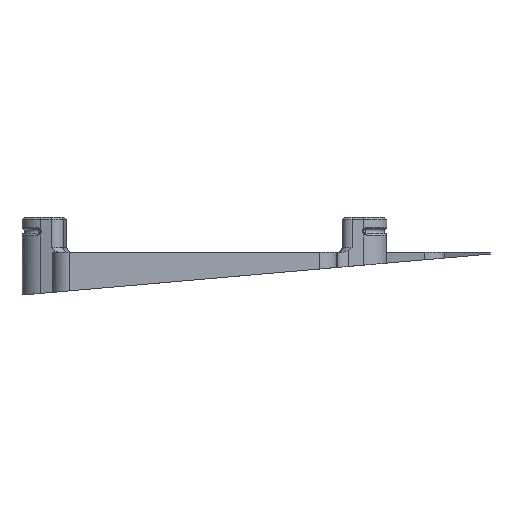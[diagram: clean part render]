
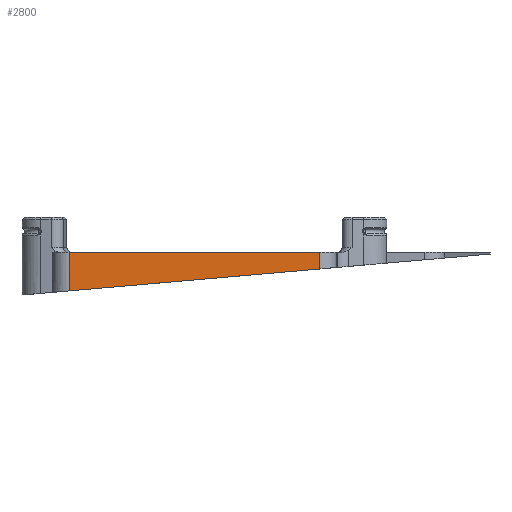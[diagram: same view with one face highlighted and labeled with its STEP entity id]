
A CAD part, left-side view. The second image highlights one B-rep face of the part: STEP entity #2800.
In plain terms, the highlighted planar face has unit normal (-1, 0, 0).
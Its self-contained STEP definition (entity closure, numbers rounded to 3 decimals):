
#233=PLANE('',#3148);
#392=FACE_OUTER_BOUND('',#554,.T.);
#554=EDGE_LOOP('',(#2577,#2578,#2579,#2580));
#808=LINE('',#4360,#996);
#858=LINE('',#5207,#1046);
#908=LINE('',#5336,#1096);
#909=LINE('',#5338,#1097);
#996=VECTOR('',#3448,10.);
#1046=VECTOR('',#3842,10.);
#1096=VECTOR('',#3990,10.);
#1097=VECTOR('',#3993,10.);
#1208=VERTEX_POINT('',#4357);
#1209=VERTEX_POINT('',#4359);
#1332=VERTEX_POINT('',#5203);
#1334=VERTEX_POINT('',#5206);
#1516=EDGE_CURVE('',#1208,#1209,#808,.T.);
#1718=EDGE_CURVE('',#1334,#1332,#858,.T.);
#1784=EDGE_CURVE('',#1208,#1334,#908,.T.);
#1785=EDGE_CURVE('',#1209,#1332,#909,.T.);
#2577=ORIENTED_EDGE('',*,*,#1718,.T.);
#2578=ORIENTED_EDGE('',*,*,#1785,.F.);
#2579=ORIENTED_EDGE('',*,*,#1516,.F.);
#2580=ORIENTED_EDGE('',*,*,#1784,.T.);
#2800=ADVANCED_FACE('',(#392),#233,.T.);
#3148=AXIS2_PLACEMENT_3D('',#5337,#3991,#3992);
#3448=DIRECTION('',(0.,-1.,0.));
#3842=DIRECTION('',(0.,-0.996,0.087));
#3990=DIRECTION('',(0.,0.,-1.));
#3991=DIRECTION('center_axis',(-1.,0.,0.));
#3992=DIRECTION('ref_axis',(0.,1.,0.));
#3993=DIRECTION('',(0.,0.,-1.));
#4357=CARTESIAN_POINT('',(-0.975,-2.525,-4.35));
#4359=CARTESIAN_POINT('',(-0.975,-54.625,-4.35));
#4360=CARTESIAN_POINT('',(-0.975,-2.525,-4.35));
#5203=CARTESIAN_POINT('',(-0.975,-54.625,-7.827));
#5206=CARTESIAN_POINT('',(-0.975,-2.525,-12.385));
#5207=CARTESIAN_POINT('',(-0.975,-22.963,-10.597));
#5336=CARTESIAN_POINT('',(-0.975,-2.525,-4.35));
#5337=CARTESIAN_POINT('Origin',(-0.975,-54.625,-4.35));
#5338=CARTESIAN_POINT('',(-0.975,-54.625,-4.35));
